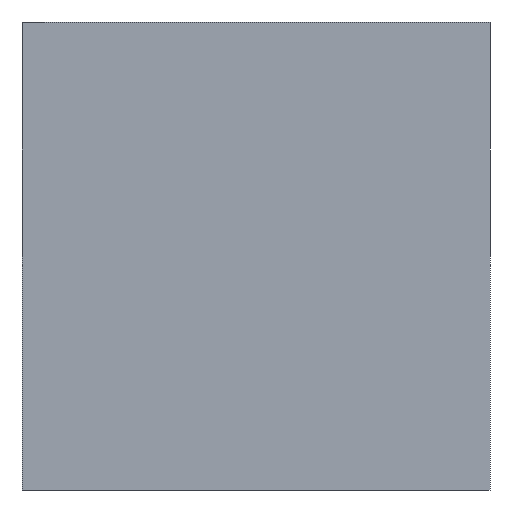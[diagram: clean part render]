
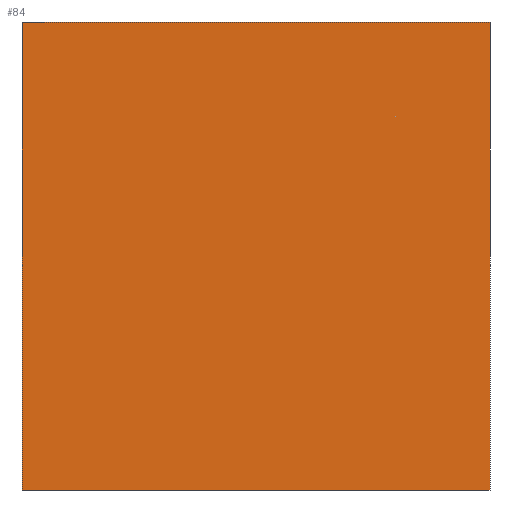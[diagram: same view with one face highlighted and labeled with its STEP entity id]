
A CAD part, front view. The second image highlights one B-rep face of the part: STEP entity #84.
In plain terms, the highlighted planar face has unit normal (0, -1, 0).
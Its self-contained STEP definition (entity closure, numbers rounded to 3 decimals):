
#2 = CARTESIAN_POINT ( 'NONE',  ( 30., 0., 0. ) ) ;
#22 = CARTESIAN_POINT ( 'NONE',  ( 0., 0., 30. ) ) ;
#30 = VERTEX_POINT ( 'NONE', #22 ) ;
#55 = CARTESIAN_POINT ( 'NONE',  ( 30., 0., 30. ) ) ;
#68 = ORIENTED_EDGE ( 'NONE', *, *, #139, .F. ) ;
#70 = VECTOR ( 'NONE', #169, 1000. ) ;
#74 = PLANE ( 'NONE',  #146 ) ;
#75 = CARTESIAN_POINT ( 'NONE',  ( 0., 0., 30. ) ) ;
#77 = DIRECTION ( 'NONE',  ( 0., 0., 1. ) ) ;
#84 = ADVANCED_FACE ( 'NONE', ( #135 ), #74, .F. ) ;
#85 = VECTOR ( 'NONE', #136, 1000. ) ;
#89 = ORIENTED_EDGE ( 'NONE', *, *, #215, .T. ) ;
#90 = EDGE_LOOP ( 'NONE', ( #198, #68, #91, #89 ) ) ;
#91 = ORIENTED_EDGE ( 'NONE', *, *, #122, .F. ) ;
#97 = LINE ( 'NONE', #115, #70 ) ;
#100 = CARTESIAN_POINT ( 'NONE',  ( 0., 0., 30. ) ) ;
#114 = DIRECTION ( 'NONE',  ( 0., 1., 0. ) ) ;
#115 = CARTESIAN_POINT ( 'NONE',  ( 0., 0., 0. ) ) ;
#116 = LINE ( 'NONE', #100, #143 ) ;
#122 = EDGE_CURVE ( 'NONE', #30, #213, #116, .T. ) ;
#132 = LINE ( 'NONE', #201, #147 ) ;
#135 = FACE_OUTER_BOUND ( 'NONE', #90, .T. ) ;
#136 = DIRECTION ( 'NONE',  ( 0., 0., -1. ) ) ;
#139 = EDGE_CURVE ( 'NONE', #213, #233, #238, .T. ) ;
#143 = VECTOR ( 'NONE', #226, 1000. ) ;
#146 = AXIS2_PLACEMENT_3D ( 'NONE', #75, #114, #77 ) ;
#147 = VECTOR ( 'NONE', #185, 1000. ) ;
#169 = DIRECTION ( 'NONE',  ( 1., 0., 0. ) ) ;
#170 = EDGE_CURVE ( 'NONE', #235, #233, #97, .T. ) ;
#185 = DIRECTION ( 'NONE',  ( 0., 0., -1. ) ) ;
#188 = CARTESIAN_POINT ( 'NONE',  ( 30., 0., 30. ) ) ;
#198 = ORIENTED_EDGE ( 'NONE', *, *, #170, .T. ) ;
#201 = CARTESIAN_POINT ( 'NONE',  ( 0., 0., 30. ) ) ;
#205 = CARTESIAN_POINT ( 'NONE',  ( 0., 0., 0. ) ) ;
#213 = VERTEX_POINT ( 'NONE', #55 ) ;
#215 = EDGE_CURVE ( 'NONE', #30, #235, #132, .T. ) ;
#226 = DIRECTION ( 'NONE',  ( 1., 0., 0. ) ) ;
#233 = VERTEX_POINT ( 'NONE', #2 ) ;
#235 = VERTEX_POINT ( 'NONE', #205 ) ;
#238 = LINE ( 'NONE', #188, #85 ) ;
